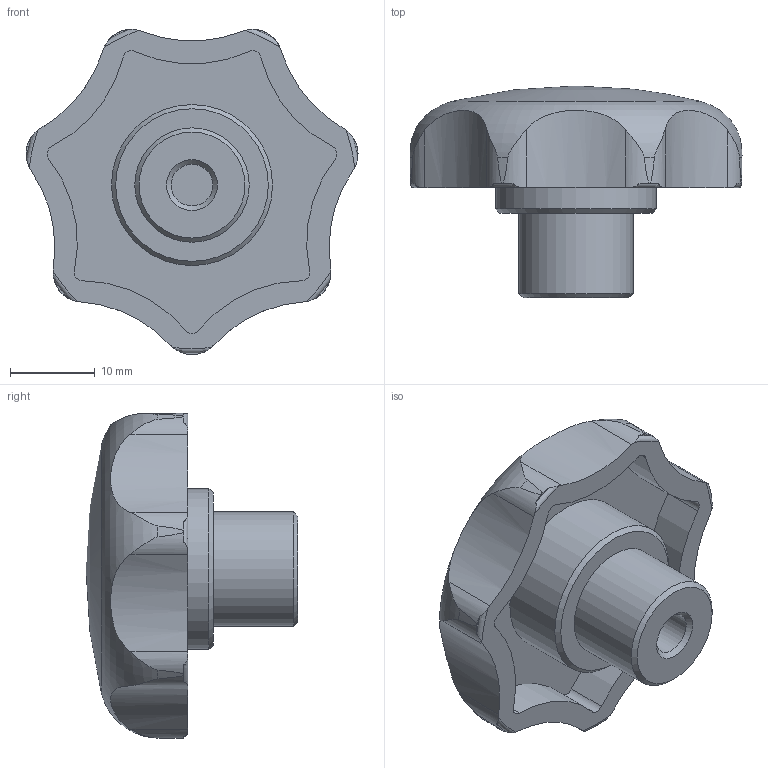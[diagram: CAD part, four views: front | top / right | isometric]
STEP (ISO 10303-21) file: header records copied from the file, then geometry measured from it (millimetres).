
FILE_DESCRIPTION( ( 'STEP AP214' ), '1' );
FILE_NAME( 'K0153.3061__K_Buchse_Edelstahl_.stp', '2020-11-25T15:49:24', ( '' ), ( '' ), ' ', 'PARTsolutions', ' ' );
FILE_SCHEMA( ( 'AUTOMOTIVE_DESIGN { 1 0 10303 214 1 1 1 1 }' ) );
Length unit declared in the file: millimetre
Products named in the file (1): _K0153.3061_(K_Buchse Edelstahl)
Bounding box: 39.17 x 25 x 38.37 mm (x, y, z)
Volume: 10567.9 mm3; surface area: 4788.4 mm2
Topology: 1 solids, 1 shells, 69 faces, 183 edges, 119 vertices
Faces by surface type: cylinder 38, plane 12, cone 10, torus 8, sphere 1
Full cylindrical faces by diameter (mm): 4.917 x1, 13.5 x1, 19 x1
Entity records: 3200 total; most frequent: CARTESIAN_POINT 980, DIRECTION 356, ORIENTED_EDGE 342, EDGE_CURVE 171, AXIS2_PLACEMENT_3D 164, VERTEX_POINT 116, CIRCLE 94, EDGE_LOOP 80
